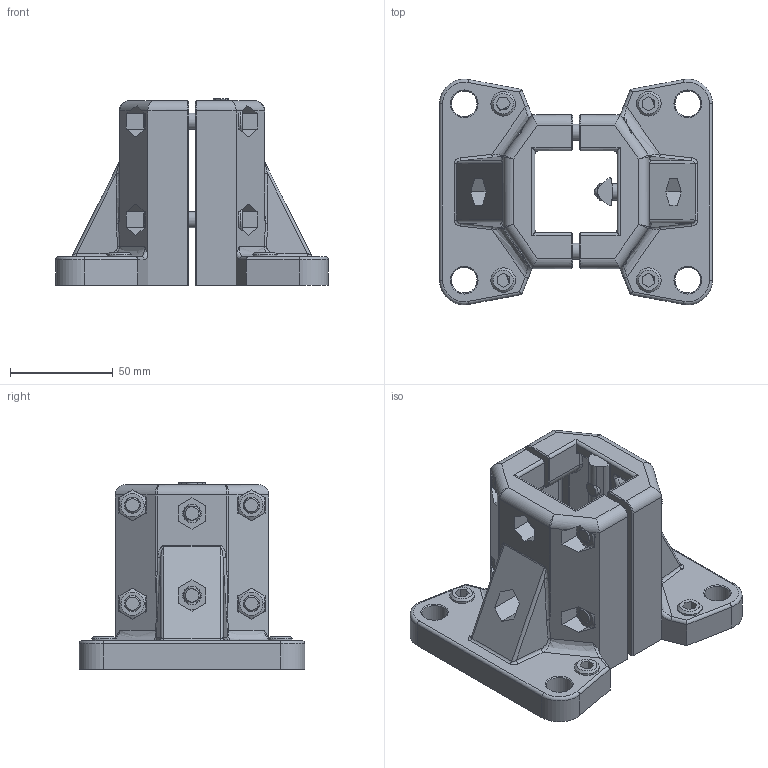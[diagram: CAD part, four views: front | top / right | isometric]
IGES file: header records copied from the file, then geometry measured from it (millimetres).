
Global section: file name: No Iges File Name specified; native system: Autodesk Inventor 2012; preprocessor: AutoDesk Inventor Iges Exporter R2012; author: marina kaa; date: 20121124.113907; units: millimetre
Bounding box: 133 x 109.99 x 91 mm (x, y, z)
Volume: 287113.4 mm3; surface area: 93792.1 mm2
Topology: 1 solids, 1 shells, 992 faces, 2385 edges, 1399 vertices
Faces by surface type: plane 374, revolution 265, cylinder 131, bspline 125, torus 46, cone 42, sphere 9
Full cylindrical faces by diameter (mm): 8 x6, 12 x4, 13 x6
